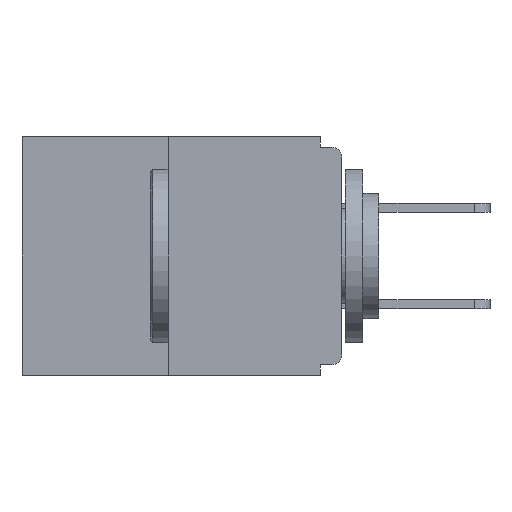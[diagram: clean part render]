
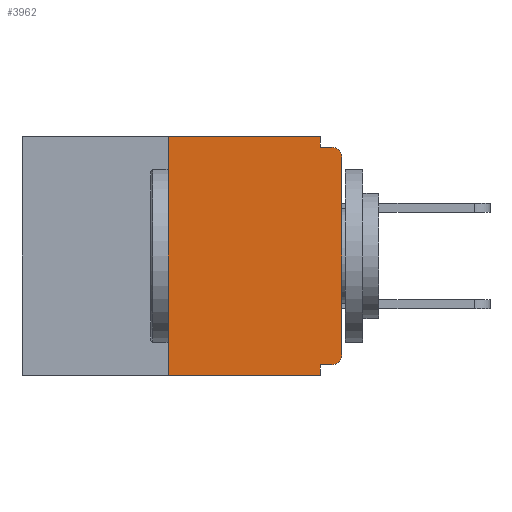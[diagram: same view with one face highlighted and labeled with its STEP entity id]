
A CAD part, left-side view. The second image highlights one B-rep face of the part: STEP entity #3962.
In plain terms, the highlighted planar face has unit normal (-1, 0, 0).
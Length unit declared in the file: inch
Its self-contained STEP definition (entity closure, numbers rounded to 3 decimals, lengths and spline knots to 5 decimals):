
#431 = CARTESIAN_POINT ( 'NONE',  ( 0., 0.031, -0.328 ) ) ;
#449 = LINE ( 'NONE', #10978, #1218 ) ;
#767 = VERTEX_POINT ( 'NONE', #431 ) ;
#1155 = EDGE_CURVE ( 'NONE', #1494, #16495, #14242, .T. ) ;
#1218 = VECTOR ( 'NONE', #10901, 39.37008 ) ;
#1332 = CARTESIAN_POINT ( 'NONE',  ( 0., 0.25, -0.343 ) ) ;
#1494 = VERTEX_POINT ( 'NONE', #1332 ) ;
#2147 = CARTESIAN_POINT ( 'NONE',  ( 0., 0., -0.03 ) ) ;
#2808 = DIRECTION ( 'NONE',  ( -1., 0., 0. ) ) ;
#3087 = EDGE_CURVE ( 'NONE', #5332, #12811, #3547, .T. ) ;
#3143 = DIRECTION ( 'NONE',  ( 1., 0., 0. ) ) ;
#3260 = VECTOR ( 'NONE', #5141, 39.37008 ) ;
#3547 = LINE ( 'NONE', #15028, #3260 ) ;
#3879 = DIRECTION ( 'NONE',  ( 0., -1., 0. ) ) ;
#3962 = ADVANCED_FACE ( 'NONE', ( #4772 ), #13061, .F. ) ;
#4118 = CARTESIAN_POINT ( 'NONE',  ( 0., 0.46, 0. ) ) ;
#4687 = EDGE_LOOP ( 'NONE', ( #15603, #21418, #17985, #6734, #13583, #18897, #18106, #18014, #12993, #4758 ) ) ;
#4758 = ORIENTED_EDGE ( 'NONE', *, *, #7026, .F. ) ;
#4772 = FACE_OUTER_BOUND ( 'NONE', #4687, .T. ) ;
#5141 = DIRECTION ( 'NONE',  ( 0., 0., 1. ) ) ;
#5332 = VERTEX_POINT ( 'NONE', #12355 ) ;
#5422 = EDGE_CURVE ( 'NONE', #1494, #5753, #5998, .T. ) ;
#5753 = VERTEX_POINT ( 'NONE', #7753 ) ;
#5998 = LINE ( 'NONE', #9650, #12461 ) ;
#6031 = DIRECTION ( 'NONE',  ( -1., 0., 0. ) ) ;
#6310 = DIRECTION ( 'NONE',  ( 0., 0., -1. ) ) ;
#6734 = ORIENTED_EDGE ( 'NONE', *, *, #17202, .F. ) ;
#7026 = EDGE_CURVE ( 'NONE', #11510, #17305, #8523, .T. ) ;
#7382 = EDGE_CURVE ( 'NONE', #20054, #5332, #11372, .T. ) ;
#7753 = CARTESIAN_POINT ( 'NONE',  ( 0., 0.25, 0. ) ) ;
#8472 = EDGE_CURVE ( 'NONE', #17305, #8775, #449, .T. ) ;
#8523 = LINE ( 'NONE', #13024, #16033 ) ;
#8775 = VERTEX_POINT ( 'NONE', #18811 ) ;
#9161 = CARTESIAN_POINT ( 'NONE',  ( 0., 0.031, -0.015 ) ) ;
#9534 = LINE ( 'NONE', #18337, #16556 ) ;
#9583 = DIRECTION ( 'NONE',  ( 0., 0., -1. ) ) ;
#9650 = CARTESIAN_POINT ( 'NONE',  ( 0., 0.25, 0. ) ) ;
#10496 = EDGE_CURVE ( 'NONE', #20054, #767, #9534, .T. ) ;
#10901 = DIRECTION ( 'NONE',  ( 0., -1., 0. ) ) ;
#10910 = VECTOR ( 'NONE', #14173, 39.37008 ) ;
#10978 = CARTESIAN_POINT ( 'NONE',  ( 0., 0., -0.015 ) ) ;
#11083 = CARTESIAN_POINT ( 'NONE',  ( 0., 0.031, -0.343 ) ) ;
#11179 = CARTESIAN_POINT ( 'NONE',  ( 0., 0.46, 0. ) ) ;
#11196 = DIRECTION ( 'NONE',  ( 0., 0., -1. ) ) ;
#11205 = CIRCLE ( 'NONE', #16379, 0.015 ) ;
#11257 = CARTESIAN_POINT ( 'NONE',  ( 0., 0.46, -0.343 ) ) ;
#11372 = CIRCLE ( 'NONE', #19710, 0.015 ) ;
#11510 = VERTEX_POINT ( 'NONE', #15129 ) ;
#12355 = CARTESIAN_POINT ( 'NONE',  ( 0., 0., -0.313 ) ) ;
#12461 = VECTOR ( 'NONE', #17792, 39.37008 ) ;
#12608 = DIRECTION ( 'NONE',  ( 0., 0., -1. ) ) ;
#12811 = VERTEX_POINT ( 'NONE', #2147 ) ;
#12993 = ORIENTED_EDGE ( 'NONE', *, *, #8472, .F. ) ;
#13024 = CARTESIAN_POINT ( 'NONE',  ( 0., 0.031, 0. ) ) ;
#13061 = PLANE ( 'NONE',  #13848 ) ;
#13583 = ORIENTED_EDGE ( 'NONE', *, *, #10496, .F. ) ;
#13848 = AXIS2_PLACEMENT_3D ( 'NONE', #11179, #3143, #9583 ) ;
#14173 = DIRECTION ( 'NONE',  ( 0., 0., -1. ) ) ;
#14242 = LINE ( 'NONE', #11257, #18128 ) ;
#15028 = CARTESIAN_POINT ( 'NONE',  ( 0., 0., 0. ) ) ;
#15050 = DIRECTION ( 'NONE',  ( 0., 1., 0. ) ) ;
#15129 = CARTESIAN_POINT ( 'NONE',  ( 0., 0.031, 0. ) ) ;
#15603 = ORIENTED_EDGE ( 'NONE', *, *, #20687, .F. ) ;
#15808 = CARTESIAN_POINT ( 'NONE',  ( 0., 0.031, -0.343 ) ) ;
#16033 = VECTOR ( 'NONE', #6310, 39.37008 ) ;
#16379 = AXIS2_PLACEMENT_3D ( 'NONE', #20944, #6031, #12608 ) ;
#16404 = DIRECTION ( 'NONE',  ( 0., -1., 0. ) ) ;
#16477 = EDGE_CURVE ( 'NONE', #12811, #8775, #11205, .T. ) ;
#16495 = VERTEX_POINT ( 'NONE', #11083 ) ;
#16556 = VECTOR ( 'NONE', #15050, 39.37008 ) ;
#17202 = EDGE_CURVE ( 'NONE', #767, #16495, #18463, .T. ) ;
#17305 = VERTEX_POINT ( 'NONE', #9161 ) ;
#17792 = DIRECTION ( 'NONE',  ( 0., 0., 1. ) ) ;
#17985 = ORIENTED_EDGE ( 'NONE', *, *, #1155, .T. ) ;
#18014 = ORIENTED_EDGE ( 'NONE', *, *, #16477, .T. ) ;
#18020 = LINE ( 'NONE', #4118, #21131 ) ;
#18106 = ORIENTED_EDGE ( 'NONE', *, *, #3087, .T. ) ;
#18128 = VECTOR ( 'NONE', #16404, 39.37008 ) ;
#18337 = CARTESIAN_POINT ( 'NONE',  ( 0., 0., -0.328 ) ) ;
#18463 = LINE ( 'NONE', #15808, #10910 ) ;
#18811 = CARTESIAN_POINT ( 'NONE',  ( 0., 0.015, -0.015 ) ) ;
#18897 = ORIENTED_EDGE ( 'NONE', *, *, #7382, .T. ) ;
#19675 = CARTESIAN_POINT ( 'NONE',  ( 0., 0.015, -0.328 ) ) ;
#19710 = AXIS2_PLACEMENT_3D ( 'NONE', #20986, #2808, #11196 ) ;
#20054 = VERTEX_POINT ( 'NONE', #19675 ) ;
#20687 = EDGE_CURVE ( 'NONE', #5753, #11510, #18020, .T. ) ;
#20944 = CARTESIAN_POINT ( 'NONE',  ( 0., 0.015, -0.03 ) ) ;
#20986 = CARTESIAN_POINT ( 'NONE',  ( 0., 0.015, -0.313 ) ) ;
#21131 = VECTOR ( 'NONE', #3879, 39.37008 ) ;
#21418 = ORIENTED_EDGE ( 'NONE', *, *, #5422, .F. ) ;
